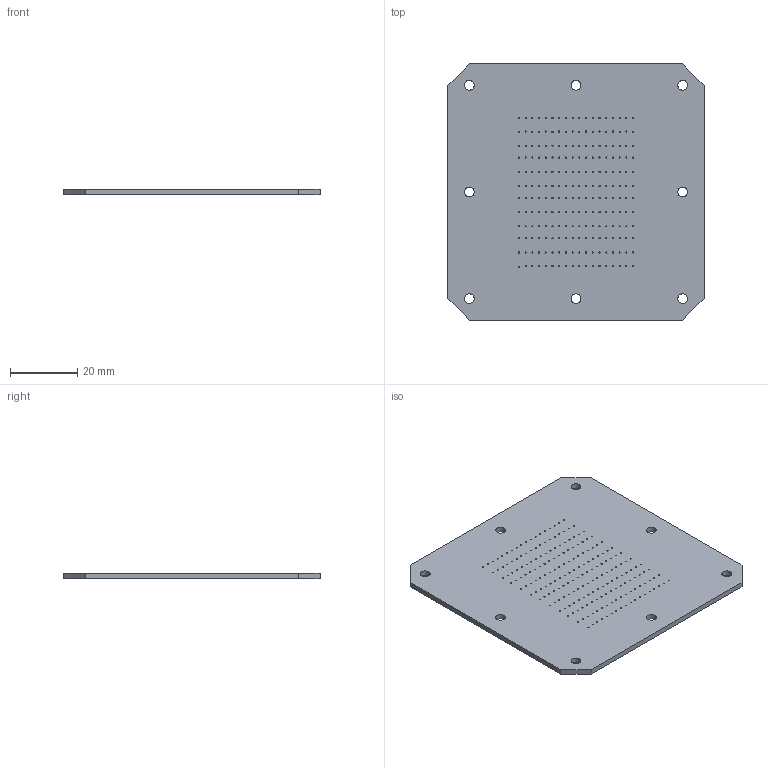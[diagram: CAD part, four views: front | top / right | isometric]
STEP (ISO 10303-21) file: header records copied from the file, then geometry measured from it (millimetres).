
FILE_DESCRIPTION(('for SolidWorks'),'2;1');
FILE_NAME('backplane.step', '2015-12-22T14:17:51',('sawai'),(''),'Open CASCADE STEP processor 6.6' ,'Diptrace','Unknown');
FILE_SCHEMA(('AUTOMOTIVE_DESIGN { 1 0 10303 214 1 1 1 1 }'));
Length unit declared in the file: millimetre
Products named in the file (2): PCB; Board
Assembly tree (1 placements, depth 2):
  PCB
    Board
Bounding box: 76.2 x 76.2 x 1.6 mm (x, y, z)
Volume: 9045.5 mm3; surface area: 12246.5 mm2
Topology: 1 solids, 1 shells, 234 faces, 696 edges, 464 vertices
Faces by surface type: cylinder 224, plane 10
Full cylindrical faces by diameter (mm): 0.33 x216, 2.946 x8
Entity records: 9061 total; most frequent: DIRECTION 1616, CARTESIAN_POINT 1396, ORIENTED_EDGE 1392, EDGE_CURVE 696, AXIS2_PLACEMENT_3D 684, FACE_BOUND 682, EDGE_LOOP 682, VERTEX_POINT 464
